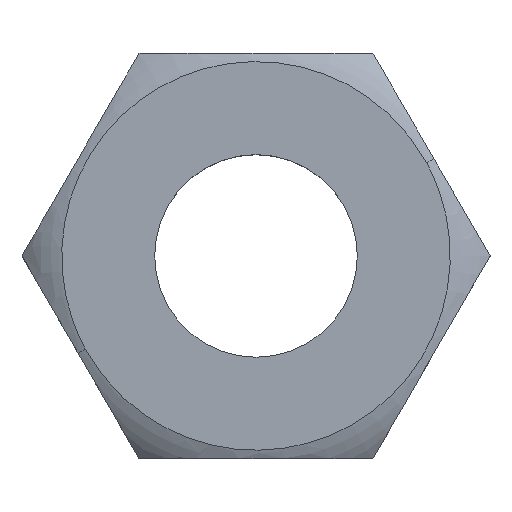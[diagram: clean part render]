
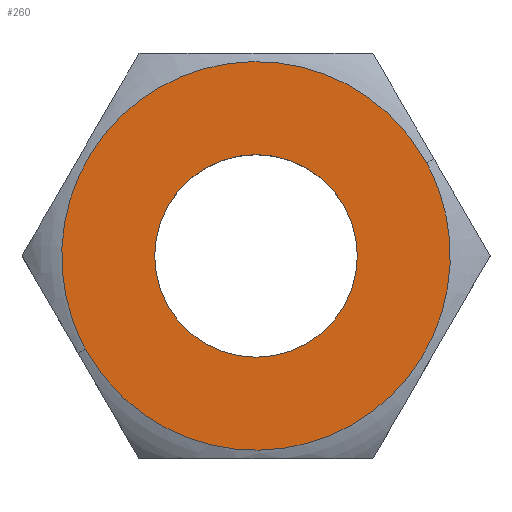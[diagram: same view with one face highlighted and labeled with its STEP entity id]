
A CAD part, top view. The second image highlights one B-rep face of the part: STEP entity #260.
In plain terms, the highlighted planar face has unit normal (0, 0, 1).
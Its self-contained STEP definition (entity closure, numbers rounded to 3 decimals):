
#57=CARTESIAN_POINT('Axis2P3D Location',(0.,0.,2.5)) ;
#61=CARTESIAN_POINT('Vertex',(-5.,0.,2.5)) ;
#63=CARTESIAN_POINT('Vertex',(5.,0.,2.5)) ;
#92=CARTESIAN_POINT('Axis2P3D Location',(0.,0.,2.5)) ;
#185=CARTESIAN_POINT('Axis2P3D Location',(0.,0.,2.5)) ;
#191=CARTESIAN_POINT('Control Point',(8.413,4.596,2.5)) ;
#192=CARTESIAN_POINT('Control Point',(8.024,5.308,2.5)) ;
#193=CARTESIAN_POINT('Control Point',(7.56,5.979,2.5)) ;
#194=CARTESIAN_POINT('Control Point',(7.026,6.598,2.5)) ;
#195=CARTESIAN_POINT('Control Point',(5.835,7.714,2.5)) ;
#196=CARTESIAN_POINT('Control Point',(4.437,8.556,2.5)) ;
#197=CARTESIAN_POINT('Control Point',(3.696,8.902,2.5)) ;
#198=CARTESIAN_POINT('Control Point',(2.152,9.43,2.5)) ;
#199=CARTESIAN_POINT('Control Point',(0.531,9.624,2.5)) ;
#200=CARTESIAN_POINT('Control Point',(-0.287,9.634,2.5)) ;
#201=CARTESIAN_POINT('Control Point',(-1.912,9.482,2.5)) ;
#202=CARTESIAN_POINT('Control Point',(-3.469,8.992,2.5)) ;
#203=CARTESIAN_POINT('Control Point',(-4.219,8.666,2.5)) ;
#204=CARTESIAN_POINT('Control Point',(-5.638,7.859,2.5)) ;
#205=CARTESIAN_POINT('Control Point',(-6.857,6.774,2.5)) ;
#206=CARTESIAN_POINT('Control Point',(-7.406,6.168,2.5)) ;
#207=CARTESIAN_POINT('Control Point',(-8.369,4.85,2.5)) ;
#208=CARTESIAN_POINT('Control Point',(-9.034,3.359,2.5)) ;
#209=CARTESIAN_POINT('Control Point',(-9.286,2.581,2.5)) ;
#210=CARTESIAN_POINT('Control Point',(-9.622,0.984,2.5)) ;
#211=CARTESIAN_POINT('Control Point',(-9.616,-0.648,2.5)) ;
#212=CARTESIAN_POINT('Control Point',(-9.527,-1.461,2.5)) ;
#213=CARTESIAN_POINT('Control Point',(-9.278,-2.595,2.5)) ;
#214=CARTESIAN_POINT('Control Point',(-8.865,-3.673,2.5)) ;
#215=CARTESIAN_POINT('Control Point',(-8.728,-3.988,2.5)) ;
#216=CARTESIAN_POINT('Control Point',(-8.577,-4.296,2.5)) ;
#217=CARTESIAN_POINT('Control Point',(-8.413,-4.596,2.5)) ;
#218=CARTESIAN_POINT('Vertex',(8.413,4.596,2.5)) ;
#220=CARTESIAN_POINT('Vertex',(-8.413,-4.596,2.5)) ;
#224=CARTESIAN_POINT('Control Point',(-8.413,-4.596,2.5)) ;
#225=CARTESIAN_POINT('Control Point',(-8.024,-5.308,2.5)) ;
#226=CARTESIAN_POINT('Control Point',(-7.56,-5.979,2.5)) ;
#227=CARTESIAN_POINT('Control Point',(-7.026,-6.598,2.5)) ;
#228=CARTESIAN_POINT('Control Point',(-5.835,-7.714,2.5)) ;
#229=CARTESIAN_POINT('Control Point',(-4.437,-8.556,2.5)) ;
#230=CARTESIAN_POINT('Control Point',(-3.696,-8.902,2.5)) ;
#231=CARTESIAN_POINT('Control Point',(-2.152,-9.43,2.5)) ;
#232=CARTESIAN_POINT('Control Point',(-0.531,-9.624,2.5)) ;
#233=CARTESIAN_POINT('Control Point',(0.287,-9.634,2.5)) ;
#234=CARTESIAN_POINT('Control Point',(1.912,-9.482,2.5)) ;
#235=CARTESIAN_POINT('Control Point',(3.469,-8.992,2.5)) ;
#236=CARTESIAN_POINT('Control Point',(4.219,-8.666,2.5)) ;
#237=CARTESIAN_POINT('Control Point',(5.638,-7.859,2.5)) ;
#238=CARTESIAN_POINT('Control Point',(6.857,-6.774,2.5)) ;
#239=CARTESIAN_POINT('Control Point',(7.406,-6.168,2.5)) ;
#240=CARTESIAN_POINT('Control Point',(8.369,-4.85,2.5)) ;
#241=CARTESIAN_POINT('Control Point',(9.034,-3.359,2.5)) ;
#242=CARTESIAN_POINT('Control Point',(9.286,-2.581,2.5)) ;
#243=CARTESIAN_POINT('Control Point',(9.622,-0.984,2.5)) ;
#244=CARTESIAN_POINT('Control Point',(9.616,0.648,2.5)) ;
#245=CARTESIAN_POINT('Control Point',(9.527,1.461,2.5)) ;
#246=CARTESIAN_POINT('Control Point',(9.278,2.595,2.5)) ;
#247=CARTESIAN_POINT('Control Point',(8.865,3.673,2.5)) ;
#248=CARTESIAN_POINT('Control Point',(8.728,3.988,2.5)) ;
#249=CARTESIAN_POINT('Control Point',(8.577,4.296,2.5)) ;
#250=CARTESIAN_POINT('Control Point',(8.413,4.596,2.5)) ;
#58=DIRECTION('Axis2P3D Direction',(0.,0.,1.)) ;
#93=DIRECTION('Axis2P3D Direction',(0.,0.,1.)) ;
#186=DIRECTION('Axis2P3D Direction',(0.,0.,1.)) ;
#187=DIRECTION('Axis2P3D XDirection',(1.,0.,0.)) ;
#59=AXIS2_PLACEMENT_3D('Circle Axis2P3D',#57,#58,$) ;
#94=AXIS2_PLACEMENT_3D('Circle Axis2P3D',#92,#93,$) ;
#188=AXIS2_PLACEMENT_3D('Plane Axis2P3D',#185,#186,#187) ;
#253=ORIENTED_EDGE('',*,*,#222,.T.) ;
#254=ORIENTED_EDGE('',*,*,#251,.T.) ;
#257=ORIENTED_EDGE('',*,*,#65,.F.) ;
#258=ORIENTED_EDGE('',*,*,#96,.F.) ;
#259=FACE_BOUND('',#256,.T.) ;
#260=ADVANCED_FACE('Luck Nut M10',(#255,#259),#189,.T.) ;
#190=B_SPLINE_CURVE_WITH_KNOTS('',5,(#191,#192,#193,#194,#195,#196,#197,#198,#199,#200,#201,#202,#203,#204,#205,#206,#207,#208,#209,#210,#211,#212,#213,#214,#215,#216,#217),.UNSPECIFIED.,.F.,.U.,(6,3,3,3,3,3,3,3,6),(0.,5.263,10.529,15.794,21.059,26.324,31.589,36.854,39.075),.UNSPECIFIED.) ;
#223=B_SPLINE_CURVE_WITH_KNOTS('',5,(#224,#225,#226,#227,#228,#229,#230,#231,#232,#233,#234,#235,#236,#237,#238,#239,#240,#241,#242,#243,#244,#245,#246,#247,#248,#249,#250),.UNSPECIFIED.,.F.,.U.,(6,3,3,3,3,3,3,3,6),(0.,5.263,10.529,15.794,21.059,26.324,31.589,36.854,39.075),.UNSPECIFIED.) ;
#60=CIRCLE('generated circle',#59,5.) ;
#95=CIRCLE('generated circle',#94,5.) ;
#65=EDGE_CURVE('',#62,#64,#60,.T.) ;
#96=EDGE_CURVE('',#64,#62,#95,.T.) ;
#222=EDGE_CURVE('',#219,#221,#190,.T.) ;
#251=EDGE_CURVE('',#221,#219,#223,.T.) ;
#252=EDGE_LOOP('',(#253,#254)) ;
#256=EDGE_LOOP('',(#257,#258)) ;
#255=FACE_OUTER_BOUND('',#252,.T.) ;
#189=PLANE('',#188) ;
#62=VERTEX_POINT('',#61) ;
#64=VERTEX_POINT('',#63) ;
#219=VERTEX_POINT('',#218) ;
#221=VERTEX_POINT('',#220) ;
